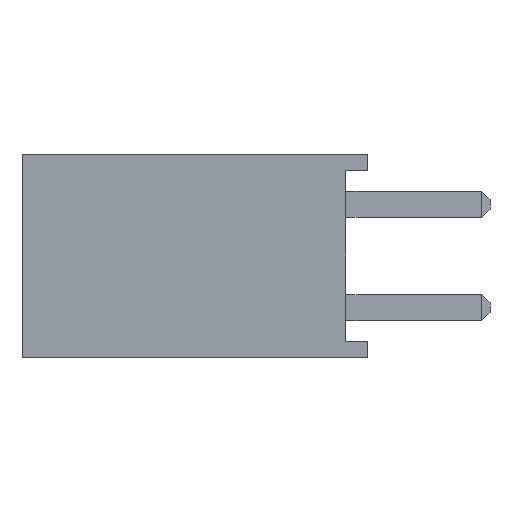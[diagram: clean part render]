
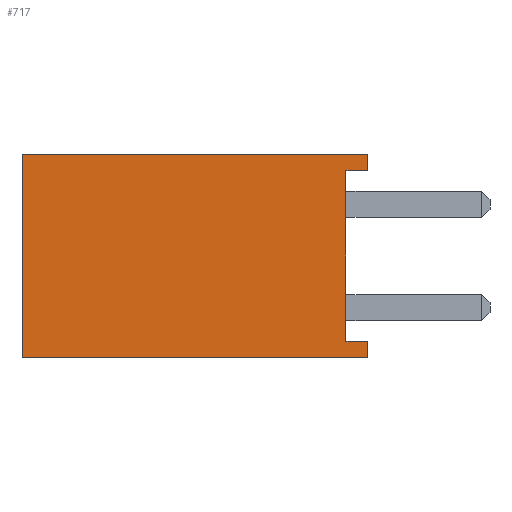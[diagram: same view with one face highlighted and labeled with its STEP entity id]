
A CAD part, left-side view. The second image highlights one B-rep face of the part: STEP entity #717.
In plain terms, the highlighted planar face has unit normal (-1, 0, 0).
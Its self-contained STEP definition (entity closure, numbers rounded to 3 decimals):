
#106 = VECTOR ( 'NONE', #2329, 1000. ) ;
#113 = EDGE_CURVE ( 'NONE', #1150, #690, #1957, .T. ) ;
#216 = DIRECTION ( 'NONE',  ( 0., 0., 1. ) ) ;
#220 = ORIENTED_EDGE ( 'NONE', *, *, #575, .F. ) ;
#236 = CARTESIAN_POINT ( 'NONE',  ( -1.27, 8.5, 2.5 ) ) ;
#253 = CARTESIAN_POINT ( 'NONE',  ( -1.27, 8.5, 2.5 ) ) ;
#414 = VERTEX_POINT ( 'NONE', #3213 ) ;
#469 = VECTOR ( 'NONE', #2299, 1000. ) ;
#513 = CARTESIAN_POINT ( 'NONE',  ( -1.27, 0., 2.1 ) ) ;
#525 = VERTEX_POINT ( 'NONE', #513 ) ;
#545 = EDGE_CURVE ( 'NONE', #525, #690, #4595, .T. ) ;
#575 = EDGE_CURVE ( 'NONE', #838, #3017, #5751, .T. ) ;
#690 = VERTEX_POINT ( 'NONE', #5544 ) ;
#717 = ADVANCED_FACE ( 'NONE', ( #5594 ), #3366, .F. ) ;
#838 = VERTEX_POINT ( 'NONE', #5263 ) ;
#863 = LINE ( 'NONE', #3796, #4718 ) ;
#878 = VECTOR ( 'NONE', #3656, 1000. ) ;
#1100 = DIRECTION ( 'NONE',  ( 0., 0., -1. ) ) ;
#1105 = LINE ( 'NONE', #1433, #3807 ) ;
#1131 = DIRECTION ( 'NONE',  ( 0., -1., 0. ) ) ;
#1141 = DIRECTION ( 'NONE',  ( 1., 0., 0. ) ) ;
#1150 = VERTEX_POINT ( 'NONE', #236 ) ;
#1359 = EDGE_CURVE ( 'NONE', #525, #5621, #863, .T. ) ;
#1410 = ORIENTED_EDGE ( 'NONE', *, *, #5086, .T. ) ;
#1433 = CARTESIAN_POINT ( 'NONE',  ( -1.27, 8.5, -2.5 ) ) ;
#1603 = VERTEX_POINT ( 'NONE', #1913 ) ;
#1612 = ORIENTED_EDGE ( 'NONE', *, *, #2352, .F. ) ;
#1755 = VECTOR ( 'NONE', #4817, 1000. ) ;
#1888 = CARTESIAN_POINT ( 'NONE',  ( -1.27, 0.54, 2.1 ) ) ;
#1889 = LINE ( 'NONE', #3823, #2182 ) ;
#1892 = VECTOR ( 'NONE', #1131, 1000. ) ;
#1913 = CARTESIAN_POINT ( 'NONE',  ( -1.27, 8.5, -2.5 ) ) ;
#1957 = LINE ( 'NONE', #3765, #1892 ) ;
#2087 = DIRECTION ( 'NONE',  ( 0., 1., 0. ) ) ;
#2182 = VECTOR ( 'NONE', #216, 1000. ) ;
#2299 = DIRECTION ( 'NONE',  ( 0., -1., 0. ) ) ;
#2329 = DIRECTION ( 'NONE',  ( 0., 0., 1. ) ) ;
#2352 = EDGE_CURVE ( 'NONE', #1603, #1150, #1889, .T. ) ;
#2932 = CARTESIAN_POINT ( 'NONE',  ( -1.27, 0., -2.1 ) ) ;
#3017 = VERTEX_POINT ( 'NONE', #2932 ) ;
#3207 = CARTESIAN_POINT ( 'NONE',  ( -1.27, 0., 2.5 ) ) ;
#3213 = CARTESIAN_POINT ( 'NONE',  ( -1.27, 0., -2.5 ) ) ;
#3366 = PLANE ( 'NONE',  #4913 ) ;
#3454 = CARTESIAN_POINT ( 'NONE',  ( -1.27, 0.54, 2.1 ) ) ;
#3656 = DIRECTION ( 'NONE',  ( 0., 0., 1. ) ) ;
#3674 = ORIENTED_EDGE ( 'NONE', *, *, #1359, .F. ) ;
#3698 = ORIENTED_EDGE ( 'NONE', *, *, #545, .T. ) ;
#3765 = CARTESIAN_POINT ( 'NONE',  ( -1.27, 8.5, 2.5 ) ) ;
#3796 = CARTESIAN_POINT ( 'NONE',  ( -1.27, 0., 2.1 ) ) ;
#3807 = VECTOR ( 'NONE', #5043, 1000. ) ;
#3823 = CARTESIAN_POINT ( 'NONE',  ( -1.27, 8.5, 2.5 ) ) ;
#3893 = ORIENTED_EDGE ( 'NONE', *, *, #4461, .F. ) ;
#4443 = EDGE_LOOP ( 'NONE', ( #3893, #3674, #3698, #5813, #1612, #1410, #4707, #220 ) ) ;
#4461 = EDGE_CURVE ( 'NONE', #5621, #838, #5846, .T. ) ;
#4595 = LINE ( 'NONE', #4988, #106 ) ;
#4707 = ORIENTED_EDGE ( 'NONE', *, *, #5635, .T. ) ;
#4718 = VECTOR ( 'NONE', #2087, 1000. ) ;
#4817 = DIRECTION ( 'NONE',  ( 0., 0., -1. ) ) ;
#4913 = AXIS2_PLACEMENT_3D ( 'NONE', #253, #1141, #1100 ) ;
#4988 = CARTESIAN_POINT ( 'NONE',  ( -1.27, 0., 2.5 ) ) ;
#5021 = CARTESIAN_POINT ( 'NONE',  ( -1.27, 0., -2.1 ) ) ;
#5043 = DIRECTION ( 'NONE',  ( 0., -1., 0. ) ) ;
#5086 = EDGE_CURVE ( 'NONE', #1603, #414, #1105, .T. ) ;
#5263 = CARTESIAN_POINT ( 'NONE',  ( -1.27, 0.54, -2.1 ) ) ;
#5518 = LINE ( 'NONE', #3207, #878 ) ;
#5544 = CARTESIAN_POINT ( 'NONE',  ( -1.27, 0., 2.5 ) ) ;
#5594 = FACE_OUTER_BOUND ( 'NONE', #4443, .T. ) ;
#5621 = VERTEX_POINT ( 'NONE', #1888 ) ;
#5635 = EDGE_CURVE ( 'NONE', #414, #3017, #5518, .T. ) ;
#5751 = LINE ( 'NONE', #5021, #469 ) ;
#5813 = ORIENTED_EDGE ( 'NONE', *, *, #113, .F. ) ;
#5846 = LINE ( 'NONE', #3454, #1755 ) ;
